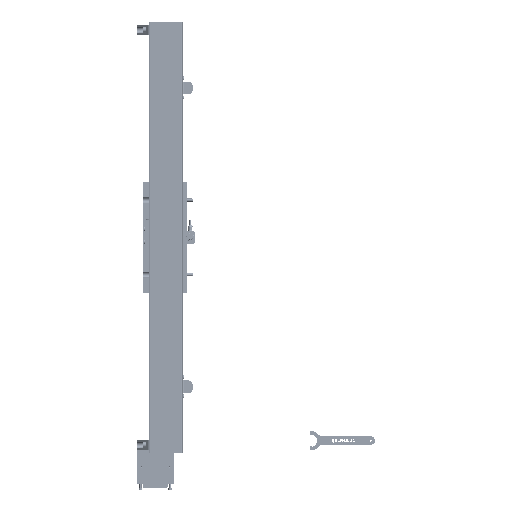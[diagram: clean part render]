
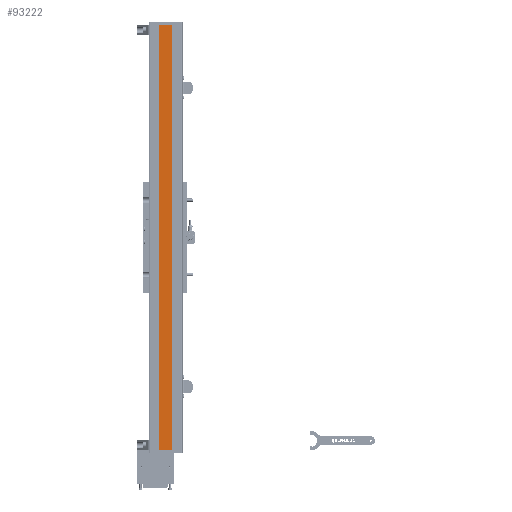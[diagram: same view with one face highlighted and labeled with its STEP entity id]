
A CAD part, front view. The second image highlights one B-rep face of the part: STEP entity #93222.
In plain terms, the highlighted planar face has unit normal (0, -1, 0).
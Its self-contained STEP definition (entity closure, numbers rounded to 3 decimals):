
#11387=VERTEX_POINT('',#127194);
#11388=VERTEX_POINT('',#127196);
#11389=VERTEX_POINT('',#127200);
#11390=VERTEX_POINT('',#127202);
#20994=VECTOR('',#106513,1.);
#20996=VECTOR('',#106516,1.);
#20997=VECTOR('',#106517,1.);
#20998=VECTOR('',#106518,1.);
#29438=LINE('',#127195,#20994);
#29440=LINE('',#127199,#20996);
#29441=LINE('',#127201,#20997);
#29442=LINE('',#127203,#20998);
#37944=EDGE_CURVE('',#11388,#11387,#29438,.T.);
#37946=EDGE_CURVE('',#11387,#11389,#29440,.T.);
#37947=EDGE_CURVE('',#11390,#11389,#29441,.T.);
#37948=EDGE_CURVE('',#11390,#11388,#29442,.T.);
#52494=ORIENTED_EDGE('',*,*,#37946,.T.);
#52495=ORIENTED_EDGE('',*,*,#37947,.F.);
#52496=ORIENTED_EDGE('',*,*,#37948,.T.);
#52497=ORIENTED_EDGE('',*,*,#37944,.T.);
#81077=EDGE_LOOP('',(#52494,#52495,#52496,#52497));
#87149=FACE_BOUND('',#81077,.T.);
#93222=ADVANCED_FACE('',(#87149),#181924,.T.);
#98701=AXIS2_PLACEMENT_3D('',#127198,#106515,$);
#106513=DIRECTION('',(0.,0.,1.));
#106515=DIRECTION('',(0.,-1.,0.));
#106516=DIRECTION('',(-1.,0.,0.));
#106517=DIRECTION('',(0.,0.,1.));
#106518=DIRECTION('',(1.,0.,0.));
#127194=CARTESIAN_POINT('',(15.9,-40.,1000.));
#127195=CARTESIAN_POINT('',(15.9,-40.,0.));
#127196=CARTESIAN_POINT('',(15.9,-40.,0.));
#127198=CARTESIAN_POINT('',(0.,-40.,0.));
#127199=CARTESIAN_POINT('',(15.9,-40.,1000.));
#127200=CARTESIAN_POINT('',(-15.9,-40.,1000.));
#127201=CARTESIAN_POINT('',(-15.9,-40.,0.));
#127202=CARTESIAN_POINT('',(-15.9,-40.,0.));
#127203=CARTESIAN_POINT('',(-15.9,-40.,0.));
#181924=PLANE('',#98701);
